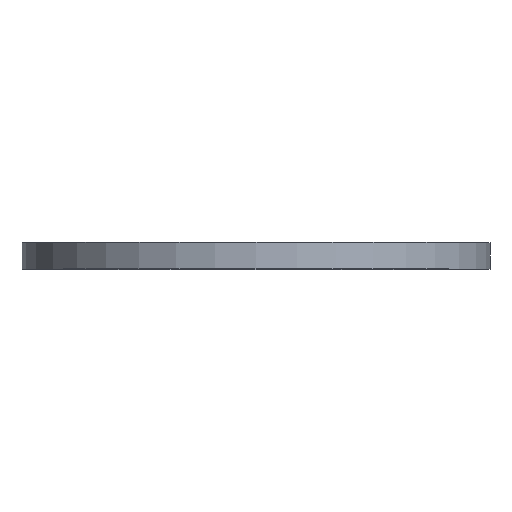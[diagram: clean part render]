
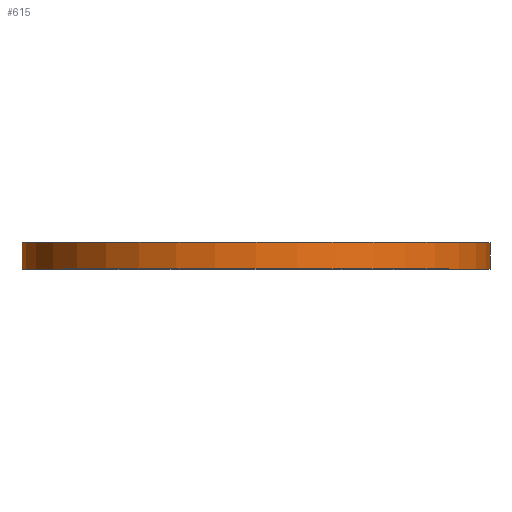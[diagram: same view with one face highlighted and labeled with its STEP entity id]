
A CAD part, top view. The second image highlights one B-rep face of the part: STEP entity #615.
In plain terms, the highlighted cylindrical face has radius 513 mm (diameter 1026 mm), a full revolution.
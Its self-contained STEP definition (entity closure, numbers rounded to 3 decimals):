
#93=FACE_OUTER_BOUND('',#146,.T.);
#146=EDGE_LOOP('',(#533,#534,#535,#536));
#198=LINE('',#1062,#224);
#224=VECTOR('',#902,513.);
#273=CIRCLE('',#710,513.);
#276=CIRCLE('',#715,513.);
#325=VERTEX_POINT('',#1051);
#328=VERTEX_POINT('',#1060);
#401=EDGE_CURVE('',#325,#325,#273,.T.);
#405=EDGE_CURVE('',#328,#328,#276,.T.);
#406=EDGE_CURVE('',#328,#325,#198,.T.);
#533=ORIENTED_EDGE('',*,*,#405,.F.);
#534=ORIENTED_EDGE('',*,*,#406,.T.);
#535=ORIENTED_EDGE('',*,*,#401,.F.);
#536=ORIENTED_EDGE('',*,*,#406,.F.);
#588=CYLINDRICAL_SURFACE('',#714,513.);
#615=ADVANCED_FACE('',(#93),#588,.T.);
#710=AXIS2_PLACEMENT_3D('',#1052,#889,#890);
#714=AXIS2_PLACEMENT_3D('',#1059,#898,#899);
#715=AXIS2_PLACEMENT_3D('',#1061,#900,#901);
#889=DIRECTION('center_axis',(0.,-1.,0.));
#890=DIRECTION('ref_axis',(-1.,0.,0.));
#898=DIRECTION('center_axis',(0.,1.,0.));
#899=DIRECTION('ref_axis',(-1.,0.,0.));
#900=DIRECTION('center_axis',(0.,1.,0.));
#901=DIRECTION('ref_axis',(-1.,0.,0.));
#902=DIRECTION('',(0.,-1.,0.));
#1051=CARTESIAN_POINT('',(513.,-29.,0.));
#1052=CARTESIAN_POINT('Origin',(0.,-29.,0.));
#1059=CARTESIAN_POINT('Origin',(0.,0.,0.));
#1060=CARTESIAN_POINT('',(513.,29.,0.));
#1061=CARTESIAN_POINT('Origin',(0.,29.,0.));
#1062=CARTESIAN_POINT('',(513.,0.,0.));
